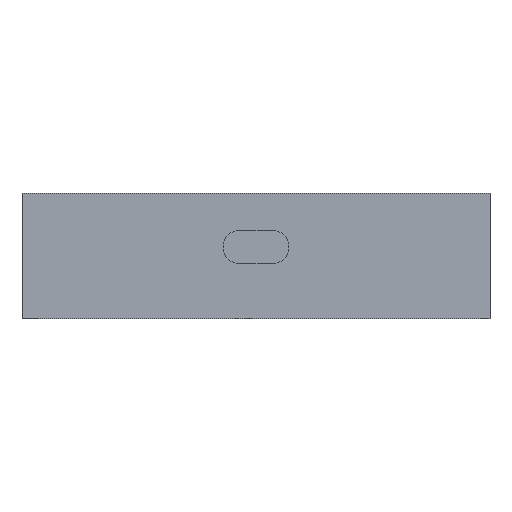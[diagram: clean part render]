
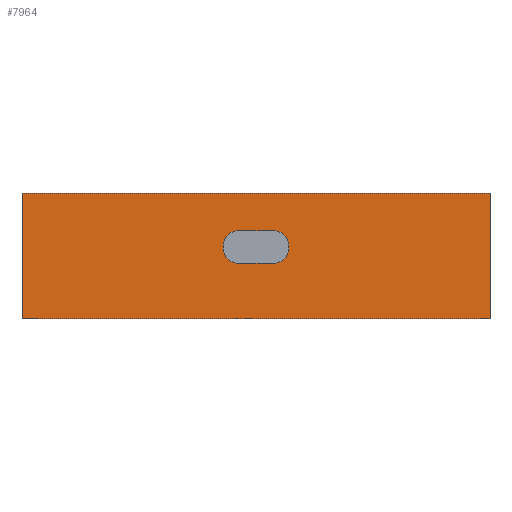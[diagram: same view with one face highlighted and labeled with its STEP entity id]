
A CAD part, left-side view. The second image highlights one B-rep face of the part: STEP entity #7964.
In plain terms, the highlighted planar face has unit normal (-1, 0, 0).
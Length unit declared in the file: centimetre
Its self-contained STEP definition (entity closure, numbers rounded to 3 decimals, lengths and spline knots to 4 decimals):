
#532=FACE_BOUND($,#2060,.T.);
#825=CIRCLE($,#8516,0.24);
#826=CIRCLE($,#8518,0.24);
#827=CIRCLE($,#8537,0.24);
#828=CIRCLE($,#8540,0.24);
#1440=FACE_OUTER_BOUND($,#2059,.T.);
#2059=EDGE_LOOP($,(#6003,#6004,#6005,#6006));
#2060=EDGE_LOOP($,(#6007,#6008,#6009,#6010,#6011,#6012,#6013,#6014));
#2735=LINE($,#11629,#3205);
#2745=LINE($,#11649,#3215);
#2764=LINE($,#11802,#3234);
#2803=LINE($,#11888,#3273);
#2847=LINE($,#11992,#3317);
#2861=LINE($,#12022,#3331);
#2863=LINE($,#12026,#3333);
#2866=LINE($,#12034,#3336);
#3205=VECTOR($,#9333,1.9133);
#3215=VECTOR($,#9347,1.9133);
#3234=VECTOR($,#9490,7.11);
#3273=VECTOR($,#9567,0.52);
#3317=VECTOR($,#9651,7.11);
#3331=VECTOR($,#9695,0.02);
#3333=VECTOR($,#9699,0.02);
#3336=VECTOR($,#9708,0.52);
#3675=VERTEX_POINT($,#11626);
#3676=VERTEX_POINT($,#11628);
#3683=VERTEX_POINT($,#11646);
#3684=VERTEX_POINT($,#11648);
#3782=VERTEX_POINT($,#11882);
#3784=VERTEX_POINT($,#11886);
#3823=VERTEX_POINT($,#11984);
#3824=VERTEX_POINT($,#11988);
#3825=VERTEX_POINT($,#12020);
#3826=VERTEX_POINT($,#12024);
#3827=VERTEX_POINT($,#12028);
#3828=VERTEX_POINT($,#12032);
#4503=EDGE_CURVE($,#3675,#3676,#2735,.T.);
#4513=EDGE_CURVE($,#3684,#3683,#2745,.T.);
#4590=EDGE_CURVE($,#3676,#3683,#2764,.T.);
#4631=EDGE_CURVE($,#3782,#3784,#2803,.T.);
#4681=EDGE_CURVE($,#3782,#3823,#825,.T.);
#4683=EDGE_CURVE($,#3824,#3784,#826,.T.);
#4685=EDGE_CURVE($,#3684,#3675,#2847,.F.);
#4699=EDGE_CURVE($,#3825,#3823,#2861,.T.);
#4701=EDGE_CURVE($,#3824,#3826,#2863,.T.);
#4702=EDGE_CURVE($,#3827,#3826,#827,.T.);
#4705=EDGE_CURVE($,#3827,#3828,#2866,.T.);
#4706=EDGE_CURVE($,#3825,#3828,#828,.T.);
#6003=ORIENTED_EDGE($,*,*,#4503,.F.);
#6004=ORIENTED_EDGE($,*,*,#4685,.F.);
#6005=ORIENTED_EDGE($,*,*,#4513,.T.);
#6006=ORIENTED_EDGE($,*,*,#4590,.F.);
#6007=ORIENTED_EDGE($,*,*,#4683,.F.);
#6008=ORIENTED_EDGE($,*,*,#4701,.T.);
#6009=ORIENTED_EDGE($,*,*,#4702,.F.);
#6010=ORIENTED_EDGE($,*,*,#4705,.T.);
#6011=ORIENTED_EDGE($,*,*,#4706,.F.);
#6012=ORIENTED_EDGE($,*,*,#4699,.T.);
#6013=ORIENTED_EDGE($,*,*,#4681,.F.);
#6014=ORIENTED_EDGE($,*,*,#4631,.T.);
#7853=PLANE($,#8598);
#7964=ADVANCED_FACE($,(#1440,#532),#7853,.F.);
#8516=AXIS2_PLACEMENT_3D($,#11985,#9641,#9642);
#8518=AXIS2_PLACEMENT_3D($,#11989,#9646,#9647);
#8537=AXIS2_PLACEMENT_3D($,#12029,#9702,#9703);
#8540=AXIS2_PLACEMENT_3D($,#12036,#9711,#9712);
#8598=AXIS2_PLACEMENT_3D($,#12150,#9827,#9828);
#9333=DIRECTION($,(0.,0.,-1.));
#9347=DIRECTION($,(0.,0.,-1.));
#9490=DIRECTION($,(0.,1.,0.));
#9567=DIRECTION($,(0.,1.,0.));
#9641=DIRECTION('center_axis',(-1.,0.,0.));
#9642=DIRECTION('ref_axis',(0.,-0.707,-0.707));
#9646=DIRECTION('center_axis',(-1.,0.,0.));
#9647=DIRECTION('ref_axis',(0.,0.707,-0.707));
#9651=DIRECTION($,(0.,1.,0.));
#9695=DIRECTION($,(0.,0.,-1.));
#9699=DIRECTION($,(0.,0.,1.));
#9702=DIRECTION('center_axis',(-1.,0.,0.));
#9703=DIRECTION('ref_axis',(0.,0.707,0.707));
#9708=DIRECTION($,(0.,-1.,0.));
#9711=DIRECTION('center_axis',(-1.,0.,0.));
#9712=DIRECTION('ref_axis',(0.,-0.707,0.707));
#9827=DIRECTION('center_axis',(1.,0.,0.));
#9828=DIRECTION('ref_axis',(0.,0.,1.));
#11626=CARTESIAN_POINT('',(-7.4709,0.3613,1.8797));
#11628=CARTESIAN_POINT('',(-7.4709,0.3613,-0.0336));
#11629=CARTESIAN_POINT($,(-7.4709,0.3613,0.9085));
#11646=CARTESIAN_POINT('',(-7.4709,7.4713,-0.0336));
#11648=CARTESIAN_POINT('',(-7.4709,7.4713,1.8797));
#11649=CARTESIAN_POINT($,(-7.4709,7.4713,0.9085));
#11802=CARTESIAN_POINT($,(-7.4709,3.9163,-0.0336));
#11882=CARTESIAN_POINT('',(-7.4709,3.6563,0.8093));
#11886=CARTESIAN_POINT('',(-7.4709,4.1763,0.8093));
#11888=CARTESIAN_POINT($,(-7.4709,3.9163,0.8093));
#11984=CARTESIAN_POINT('',(-7.4709,3.4163,1.0493));
#11985=CARTESIAN_POINT('Origin',(-7.4709,3.6563,1.0493));
#11988=CARTESIAN_POINT('',(-7.4709,4.4163,1.0493));
#11989=CARTESIAN_POINT('Origin',(-7.4709,4.1763,1.0493));
#11992=CARTESIAN_POINT($,(-7.4709,3.9163,1.8797));
#12020=CARTESIAN_POINT('',(-7.4709,3.4163,1.0693));
#12022=CARTESIAN_POINT($,(-7.4709,3.4163,0.9839));
#12024=CARTESIAN_POINT('',(-7.4709,4.4163,1.0693));
#12026=CARTESIAN_POINT($,(-7.4709,4.4163,0.9839));
#12028=CARTESIAN_POINT('',(-7.4709,4.1763,1.3093));
#12029=CARTESIAN_POINT('Origin',(-7.4709,4.1763,1.0693));
#12032=CARTESIAN_POINT('',(-7.4709,3.6563,1.3093));
#12034=CARTESIAN_POINT($,(-7.4709,3.9163,1.3093));
#12036=CARTESIAN_POINT('Origin',(-7.4709,3.6563,1.0693));
#12150=CARTESIAN_POINT('Origin',(-7.4709,3.9163,0.9085));
